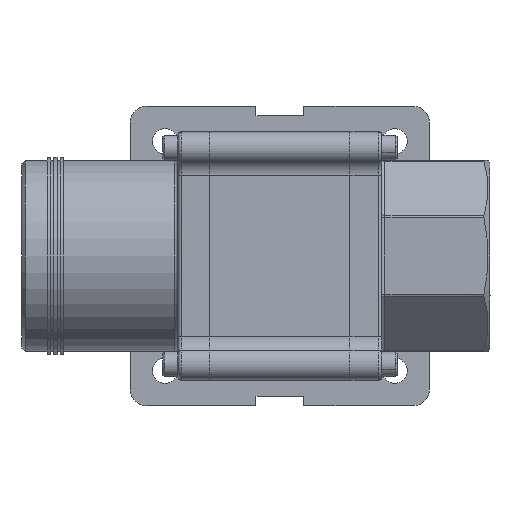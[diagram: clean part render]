
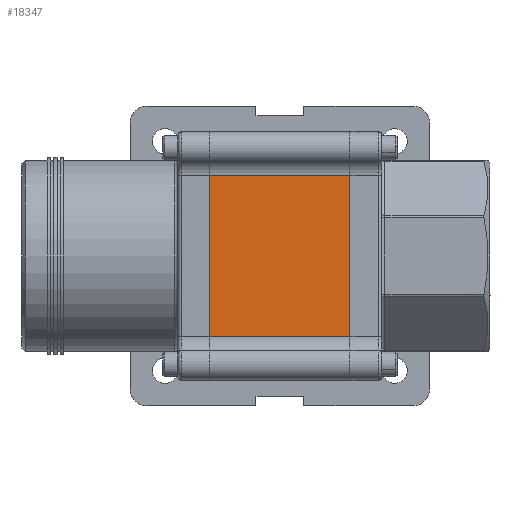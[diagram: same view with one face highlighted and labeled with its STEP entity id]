
A CAD part, front view. The second image highlights one B-rep face of the part: STEP entity #18347.
In plain terms, the highlighted planar face has unit normal (0, -1, 0).
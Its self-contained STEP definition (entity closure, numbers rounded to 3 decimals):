
#2310 = CARTESIAN_POINT ( 'NONE',  ( 22., -34., -25.34 ) ) ;
#3304 = VECTOR ( 'NONE', #52087, 1000. ) ;
#3887 = CARTESIAN_POINT ( 'NONE',  ( -22., -34., 25.34 ) ) ;
#4712 = CARTESIAN_POINT ( 'NONE',  ( 132.309, -34., 25.34 ) ) ;
#8921 = AXIS2_PLACEMENT_3D ( 'NONE', #58324, #62489, #50058 ) ;
#9415 = EDGE_CURVE ( 'NONE', #10891, #17531, #27687, .T. ) ;
#9896 = LINE ( 'NONE', #3887, #68482 ) ;
#10291 = DIRECTION ( 'NONE',  ( 0., 0., -1. ) ) ;
#10891 = VERTEX_POINT ( 'NONE', #2310 ) ;
#11694 = ORIENTED_EDGE ( 'NONE', *, *, #35399, .F. ) ;
#13998 = EDGE_LOOP ( 'NONE', ( #11694, #55409, #57756, #33428 ) ) ;
#16728 = VECTOR ( 'NONE', #25547, 1000. ) ;
#17531 = VERTEX_POINT ( 'NONE', #34405 ) ;
#18347 = ADVANCED_FACE ( 'NONE', ( #49657 ), #70400, .F. ) ;
#25547 = DIRECTION ( 'NONE',  ( 0., 0., -1. ) ) ;
#25940 = CARTESIAN_POINT ( 'NONE',  ( 22., -34., 25.34 ) ) ;
#26870 = VECTOR ( 'NONE', #76698, 1000. ) ;
#27687 = LINE ( 'NONE', #33292, #26870 ) ;
#32612 = CARTESIAN_POINT ( 'NONE',  ( 22., -34., 25.34 ) ) ;
#33292 = CARTESIAN_POINT ( 'NONE',  ( 132.309, -34., -25.34 ) ) ;
#33428 = ORIENTED_EDGE ( 'NONE', *, *, #9415, .F. ) ;
#34405 = CARTESIAN_POINT ( 'NONE',  ( -22., -34., -25.34 ) ) ;
#34776 = LINE ( 'NONE', #4712, #3304 ) ;
#35399 = EDGE_CURVE ( 'NONE', #57239, #10891, #69683, .T. ) ;
#41913 = CARTESIAN_POINT ( 'NONE',  ( -22., -34., 25.34 ) ) ;
#49657 = FACE_OUTER_BOUND ( 'NONE', #13998, .T. ) ;
#50058 = DIRECTION ( 'NONE',  ( 0., 0., 1. ) ) ;
#50483 = EDGE_CURVE ( 'NONE', #69573, #17531, #9896, .T. ) ;
#52087 = DIRECTION ( 'NONE',  ( -1., 0., 0. ) ) ;
#55409 = ORIENTED_EDGE ( 'NONE', *, *, #61497, .T. ) ;
#57239 = VERTEX_POINT ( 'NONE', #32612 ) ;
#57756 = ORIENTED_EDGE ( 'NONE', *, *, #50483, .T. ) ;
#58324 = CARTESIAN_POINT ( 'NONE',  ( 132.309, -34., 25.34 ) ) ;
#61497 = EDGE_CURVE ( 'NONE', #57239, #69573, #34776, .T. ) ;
#62489 = DIRECTION ( 'NONE',  ( 0., 1., 0. ) ) ;
#68482 = VECTOR ( 'NONE', #10291, 1000. ) ;
#69573 = VERTEX_POINT ( 'NONE', #41913 ) ;
#69683 = LINE ( 'NONE', #25940, #16728 ) ;
#70400 = PLANE ( 'NONE',  #8921 ) ;
#76698 = DIRECTION ( 'NONE',  ( -1., 0., 0. ) ) ;
